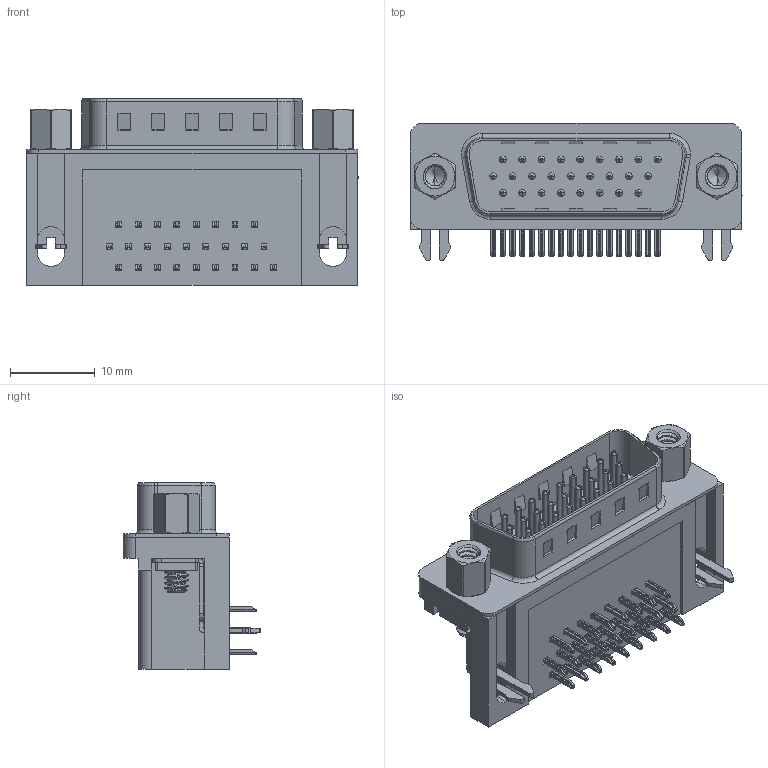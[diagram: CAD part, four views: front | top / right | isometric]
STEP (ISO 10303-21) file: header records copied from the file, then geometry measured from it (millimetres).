
FILE_DESCRIPTION (( 'STEP AP203' ), '1' );
FILE_NAME ('MHHDR-26MNS-B1.STEP', '2025-11-28T19:15:18', ( '' ), ( '' ), 'SwSTEP 2.0', 'SolidWorks 2023', '' );
FILE_SCHEMA (( 'CONFIG_CONTROL_DESIGN' ));
Length unit declared in the file: millimetre
Products named in the file (9): MHHDR 4-40 Hex Standoff; MHHDR Housing_26 Contact; MHHDR-26MNS-B1; MHHDR Shell_26 Contact; MHHDR Contact Middle; MHHDR Contact Top; MHHDR 2 Prong Board Lock; MHHDR 4-40 Threaded Rivet; MHHDR Contact Bottom
Assembly tree (34 placements, depth 2):
  MHHDR-26MNS-B1
    MHHDR Housing_26 Contact
    MHHDR Shell_26 Contact
    MHHDR Contact Bottom  x8
    MHHDR Contact Middle  x9
    MHHDR Contact Top  x9
    MHHDR 2 Prong Board Lock  x2
    MHHDR 4-40 Threaded Rivet  x2
    MHHDR 4-40 Hex Standoff  x2
Bounding box: 39.22 x 16.25 x 22 mm (x, y, z)
Volume: 5778.1 mm3; surface area: 7737.3 mm2
Topology: 34 solids, 34 shells, 2480 faces, 6194 edges, 3841 vertices
Faces by surface type: plane 1475, cylinder 770, torus 187, cone 30, bspline 18
Entity records: 29926 total; most frequent: CARTESIAN_POINT 9276, DIRECTION 3968, ORIENTED_EDGE 3934, EDGE_CURVE 1967, AXIS2_PLACEMENT_3D 1340, LINE 1288, VECTOR 1288, VERTEX_POINT 1261
